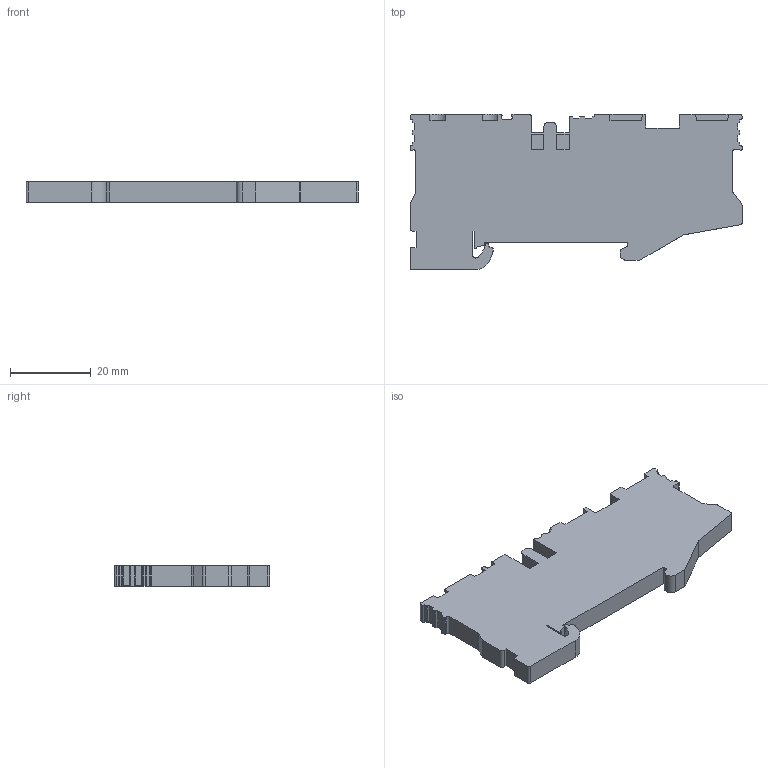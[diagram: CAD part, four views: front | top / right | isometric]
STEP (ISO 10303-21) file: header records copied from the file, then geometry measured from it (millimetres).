
FILE_DESCRIPTION((''),'2;1');
FILE_NAME('ZRKS25_2A2S_3D_VOLUMINA','2012-05-15T',('Ludolph'),(''),'PRO/ENGINEER BY PARAMETRIC TECHNOLOGY CORPORATION, 2007390','PRO/ENGINEER BY PARAMETRIC TECHNOLOGY CORPORATION, 2007390','');
FILE_SCHEMA(('CONFIG_CONTROL_DESIGN'));
Length unit declared in the file: millimetre
Products named in the file (1): ZRKS25_2A2S_3D_VOLUMINA
Bounding box: 82.3 x 38.5 x 5.1 mm (x, y, z)
Volume: 12817.8 mm3; surface area: 6935.3 mm2
Topology: 1 solids, 1 shells, 232 faces, 684 edges, 456 vertices
Faces by surface type: plane 166, cylinder 66
Entity records: 7757 total; most frequent: CARTESIAN_POINT 1399, ORIENTED_EDGE 1368, DIRECTION 1276, EDGE_CURVE 684, VECTOR 548, LINE 548, VERTEX_POINT 456, AXIS2_PLACEMENT_3D 364
